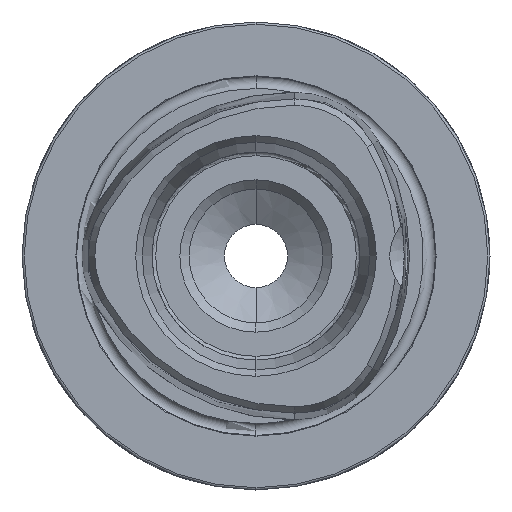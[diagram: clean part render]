
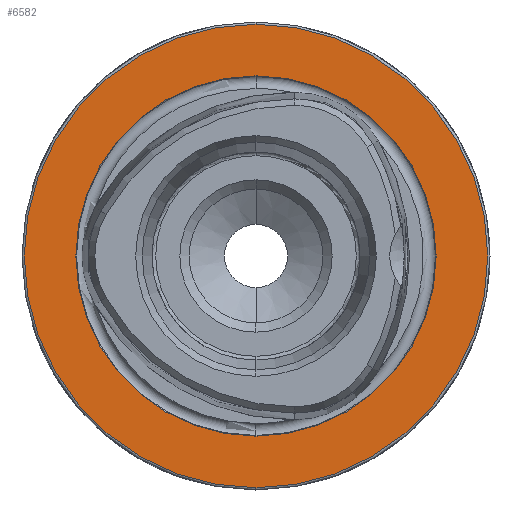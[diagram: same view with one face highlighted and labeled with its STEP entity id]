
A CAD part, left-side view. The second image highlights one B-rep face of the part: STEP entity #6582.
In plain terms, the highlighted planar face has unit normal (-1, 0, 0).
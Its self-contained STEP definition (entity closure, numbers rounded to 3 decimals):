
#218 = EDGE_LOOP ( 'NONE', ( #697, #4290 ) ) ;
#366 = EDGE_CURVE ( 'NONE', #3376, #2192, #5886, .T. ) ;
#580 = CARTESIAN_POINT ( 'NONE',  ( 0., 24.25, 0. ) ) ;
#697 = ORIENTED_EDGE ( 'NONE', *, *, #1232, .T. ) ;
#960 = AXIS2_PLACEMENT_3D ( 'NONE', #580, #2100, #1627 ) ;
#1149 = CARTESIAN_POINT ( 'NONE',  ( 0., 0., 31.2 ) ) ;
#1232 = EDGE_CURVE ( 'NONE', #2192, #3376, #6093, .T. ) ;
#1498 = CARTESIAN_POINT ( 'NONE',  ( 0., 0., 0. ) ) ;
#1504 = CARTESIAN_POINT ( 'NONE',  ( 0., 0., -31.2 ) ) ;
#1614 = VERTEX_POINT ( 'NONE', #6296 ) ;
#1627 = DIRECTION ( 'NONE',  ( 0., 0., -1. ) ) ;
#1804 = ORIENTED_EDGE ( 'NONE', *, *, #1872, .F. ) ;
#1872 = EDGE_CURVE ( 'NONE', #1614, #3678, #3470, .T. ) ;
#1881 = DIRECTION ( 'NONE',  ( 0., 0., 1. ) ) ;
#2100 = DIRECTION ( 'NONE',  ( 1., 0., 0. ) ) ;
#2192 = VERTEX_POINT ( 'NONE', #1149 ) ;
#2200 = PLANE ( 'NONE',  #960 ) ;
#2284 = CARTESIAN_POINT ( 'NONE',  ( 0., 0., 0. ) ) ;
#2546 = DIRECTION ( 'NONE',  ( 0., 0., 1. ) ) ;
#2799 = EDGE_LOOP ( 'NONE', ( #1804, #5200 ) ) ;
#3065 = DIRECTION ( 'NONE',  ( -1., 0., 0. ) ) ;
#3093 = FACE_BOUND ( 'NONE', #2799, .T. ) ;
#3376 = VERTEX_POINT ( 'NONE', #1504 ) ;
#3470 = CIRCLE ( 'NONE', #5292, 24.25 ) ;
#3515 = AXIS2_PLACEMENT_3D ( 'NONE', #5461, #5589, #1881 ) ;
#3535 = DIRECTION ( 'NONE',  ( 0., 0., 1. ) ) ;
#3678 = VERTEX_POINT ( 'NONE', #4883 ) ;
#3701 = FACE_OUTER_BOUND ( 'NONE', #218, .T. ) ;
#3813 = EDGE_CURVE ( 'NONE', #3678, #1614, #6497, .T. ) ;
#3933 = AXIS2_PLACEMENT_3D ( 'NONE', #1498, #3065, #3535 ) ;
#4290 = ORIENTED_EDGE ( 'NONE', *, *, #366, .T. ) ;
#4326 = DIRECTION ( 'NONE',  ( -1., 0., 0. ) ) ;
#4707 = AXIS2_PLACEMENT_3D ( 'NONE', #2284, #4326, #5867 ) ;
#4883 = CARTESIAN_POINT ( 'NONE',  ( 0., 0., -24.25 ) ) ;
#5200 = ORIENTED_EDGE ( 'NONE', *, *, #3813, .F. ) ;
#5292 = AXIS2_PLACEMENT_3D ( 'NONE', #5666, #5634, #2546 ) ;
#5461 = CARTESIAN_POINT ( 'NONE',  ( 0., 0., 0. ) ) ;
#5589 = DIRECTION ( 'NONE',  ( -1., 0., 0. ) ) ;
#5634 = DIRECTION ( 'NONE',  ( -1., 0., 0. ) ) ;
#5666 = CARTESIAN_POINT ( 'NONE',  ( 0., 0., 0. ) ) ;
#5867 = DIRECTION ( 'NONE',  ( 0., 0., 1. ) ) ;
#5886 = CIRCLE ( 'NONE', #4707, 31.2 ) ;
#6093 = CIRCLE ( 'NONE', #3515, 31.2 ) ;
#6296 = CARTESIAN_POINT ( 'NONE',  ( 0., 0., 24.25 ) ) ;
#6497 = CIRCLE ( 'NONE', #3933, 24.25 ) ;
#6582 = ADVANCED_FACE ( 'NONE', ( #3093, #3701 ), #2200, .F. ) ;
